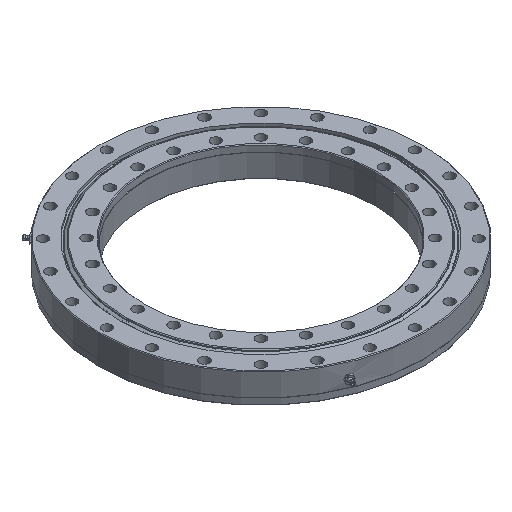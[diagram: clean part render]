
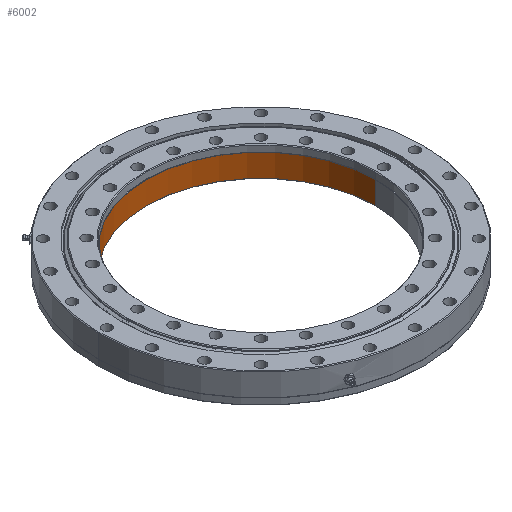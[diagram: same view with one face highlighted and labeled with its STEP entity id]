
A CAD part, isometric view. The second image highlights one B-rep face of the part: STEP entity #6002.
In plain terms, the highlighted cylindrical face has radius 167.5 mm (diameter 335 mm), a partial arc.
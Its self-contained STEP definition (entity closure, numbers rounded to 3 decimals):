
#7 = ORIENTED_EDGE ( 'NONE', *, *, #771, .T. ) ;
#200 = EDGE_LOOP ( 'NONE', ( #7671, #5489, #7, #964 ) ) ;
#615 = CARTESIAN_POINT ( 'NONE',  ( -167.5, 0., 0. ) ) ;
#771 = EDGE_CURVE ( 'NONE', #3078, #6528, #6036, .T. ) ;
#964 = ORIENTED_EDGE ( 'NONE', *, *, #4648, .T. ) ;
#1227 = CARTESIAN_POINT ( 'NONE',  ( 167.5, 0., 12.5 ) ) ;
#1348 = EDGE_CURVE ( 'NONE', #4683, #3078, #4861, .T. ) ;
#2451 = AXIS2_PLACEMENT_3D ( 'NONE', #8518, #8457, #2988 ) ;
#2593 = DIRECTION ( 'NONE',  ( 0., 0., 1. ) ) ;
#2633 = AXIS2_PLACEMENT_3D ( 'NONE', #3447, #5462, #8204 ) ;
#2800 = CARTESIAN_POINT ( 'NONE',  ( -167.5, 0., 12.5 ) ) ;
#2931 = AXIS2_PLACEMENT_3D ( 'NONE', #8104, #2593, #8739 ) ;
#2943 = VERTEX_POINT ( 'NONE', #2800 ) ;
#2988 = DIRECTION ( 'NONE',  ( 1., 0., 0. ) ) ;
#3078 = VERTEX_POINT ( 'NONE', #4367 ) ;
#3136 = CYLINDRICAL_SURFACE ( 'NONE', #2931, 167.5 ) ;
#3447 = CARTESIAN_POINT ( 'NONE',  ( 0., 0., 12.5 ) ) ;
#3871 = CIRCLE ( 'NONE', #2633, 167.5 ) ;
#3964 = LINE ( 'NONE', #615, #7128 ) ;
#3970 = CARTESIAN_POINT ( 'NONE',  ( 167.5, 0., 0. ) ) ;
#4367 = CARTESIAN_POINT ( 'NONE',  ( 167.5, 0., -20.5 ) ) ;
#4648 = EDGE_CURVE ( 'NONE', #6528, #2943, #3871, .T. ) ;
#4683 = VERTEX_POINT ( 'NONE', #4821 ) ;
#4735 = DIRECTION ( 'NONE',  ( 0., 0., 1. ) ) ;
#4821 = CARTESIAN_POINT ( 'NONE',  ( -167.5, 0., -20.5 ) ) ;
#4861 = CIRCLE ( 'NONE', #2451, 167.5 ) ;
#5374 = FACE_OUTER_BOUND ( 'NONE', #200, .T. ) ;
#5422 = EDGE_CURVE ( 'NONE', #4683, #2943, #3964, .T. ) ;
#5462 = DIRECTION ( 'NONE',  ( 0., 0., 1. ) ) ;
#5489 = ORIENTED_EDGE ( 'NONE', *, *, #1348, .T. ) ;
#6000 = DIRECTION ( 'NONE',  ( 0., 0., 1. ) ) ;
#6002 = ADVANCED_FACE ( 'NONE', ( #5374 ), #3136, .F. ) ;
#6036 = LINE ( 'NONE', #3970, #8619 ) ;
#6528 = VERTEX_POINT ( 'NONE', #1227 ) ;
#7128 = VECTOR ( 'NONE', #4735, 1000. ) ;
#7671 = ORIENTED_EDGE ( 'NONE', *, *, #5422, .F. ) ;
#8104 = CARTESIAN_POINT ( 'NONE',  ( 0., 0., 0. ) ) ;
#8204 = DIRECTION ( 'NONE',  ( 1., 0., 0. ) ) ;
#8457 = DIRECTION ( 'NONE',  ( 0., 0., -1. ) ) ;
#8518 = CARTESIAN_POINT ( 'NONE',  ( 0., 0., -20.5 ) ) ;
#8619 = VECTOR ( 'NONE', #6000, 1000. ) ;
#8739 = DIRECTION ( 'NONE',  ( 1., 0., 0. ) ) ;
